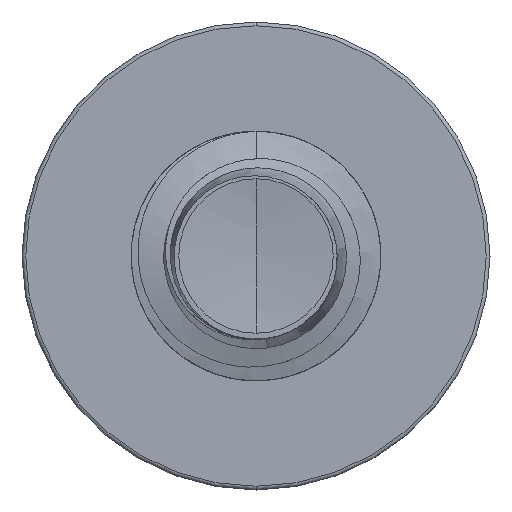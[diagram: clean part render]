
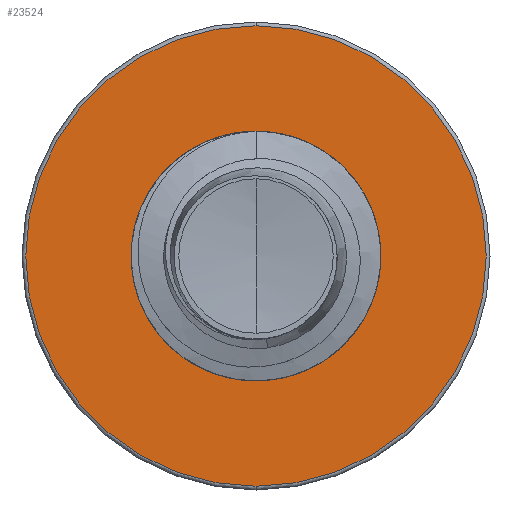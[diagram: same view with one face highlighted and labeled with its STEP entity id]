
A CAD part, front view. The second image highlights one B-rep face of the part: STEP entity #23524.
In plain terms, the highlighted planar face has unit normal (0, -1, 0).
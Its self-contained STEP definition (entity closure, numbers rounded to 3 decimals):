
#449 = ORIENTED_EDGE ( 'NONE', *, *, #25988, .F. ) ;
#1996 = DIRECTION ( 'NONE',  ( 0., 1., 0. ) ) ;
#2507 = ORIENTED_EDGE ( 'NONE', *, *, #23541, .T. ) ;
#2610 = VERTEX_POINT ( 'NONE', #18845 ) ;
#2669 = DIRECTION ( 'NONE',  ( 0., 0., 1. ) ) ;
#3452 = CARTESIAN_POINT ( 'NONE',  ( 0., 8., 1.476 ) ) ;
#4730 = ORIENTED_EDGE ( 'NONE', *, *, #5808, .F. ) ;
#5169 = DIRECTION ( 'NONE',  ( 0., 1., 0. ) ) ;
#5555 = EDGE_CURVE ( 'NONE', #21768, #21836, #6488, .T. ) ;
#5808 = EDGE_CURVE ( 'NONE', #2610, #10624, #29954, .T. ) ;
#6488 = CIRCLE ( 'NONE', #22228, 0.799 ) ;
#9790 = DIRECTION ( 'NONE',  ( 0., 1., 0. ) ) ;
#10281 = EDGE_LOOP ( 'NONE', ( #18505, #2507 ) ) ;
#10624 = VERTEX_POINT ( 'NONE', #3452 ) ;
#10672 = PLANE ( 'NONE',  #18539 ) ;
#10785 = CARTESIAN_POINT ( 'NONE',  ( 0., 8., 0. ) ) ;
#11295 = CARTESIAN_POINT ( 'NONE',  ( 0., 8., 0.799 ) ) ;
#13344 = DIRECTION ( 'NONE',  ( 0., 0., 1. ) ) ;
#16300 = AXIS2_PLACEMENT_3D ( 'NONE', #17597, #1996, #20008 ) ;
#16423 = CIRCLE ( 'NONE', #16300, 1.476 ) ;
#16822 = FACE_OUTER_BOUND ( 'NONE', #18878, .T. ) ;
#16903 = AXIS2_PLACEMENT_3D ( 'NONE', #10785, #27414, #13344 ) ;
#17597 = CARTESIAN_POINT ( 'NONE',  ( 0., 8., 0. ) ) ;
#18161 = DIRECTION ( 'NONE',  ( 0., 1., 0. ) ) ;
#18494 = AXIS2_PLACEMENT_3D ( 'NONE', #24333, #9790, #26577 ) ;
#18505 = ORIENTED_EDGE ( 'NONE', *, *, #5555, .T. ) ;
#18539 = AXIS2_PLACEMENT_3D ( 'NONE', #27312, #18161, #2669 ) ;
#18732 = CARTESIAN_POINT ( 'NONE',  ( 0., 8., -0.799 ) ) ;
#18845 = CARTESIAN_POINT ( 'NONE',  ( 0., 8., -1.476 ) ) ;
#18878 = EDGE_LOOP ( 'NONE', ( #449, #4730 ) ) ;
#20008 = DIRECTION ( 'NONE',  ( 0., 0., 1. ) ) ;
#20351 = CARTESIAN_POINT ( 'NONE',  ( 0., 8., 0. ) ) ;
#21768 = VERTEX_POINT ( 'NONE', #11295 ) ;
#21836 = VERTEX_POINT ( 'NONE', #18732 ) ;
#22228 = AXIS2_PLACEMENT_3D ( 'NONE', #20351, #5169, #22666 ) ;
#22666 = DIRECTION ( 'NONE',  ( 0., 0., 1. ) ) ;
#23524 = ADVANCED_FACE ( 'NONE', ( #16822, #29100 ), #10672, .F. ) ;
#23541 = EDGE_CURVE ( 'NONE', #21836, #21768, #28358, .T. ) ;
#24333 = CARTESIAN_POINT ( 'NONE',  ( 0., 8., 0. ) ) ;
#25988 = EDGE_CURVE ( 'NONE', #10624, #2610, #16423, .T. ) ;
#26577 = DIRECTION ( 'NONE',  ( 0., 0., 1. ) ) ;
#27312 = CARTESIAN_POINT ( 'NONE',  ( 0., 8., -0.799 ) ) ;
#27414 = DIRECTION ( 'NONE',  ( 0., 1., 0. ) ) ;
#28358 = CIRCLE ( 'NONE', #16903, 0.799 ) ;
#29100 = FACE_BOUND ( 'NONE', #10281, .T. ) ;
#29954 = CIRCLE ( 'NONE', #18494, 1.476 ) ;
